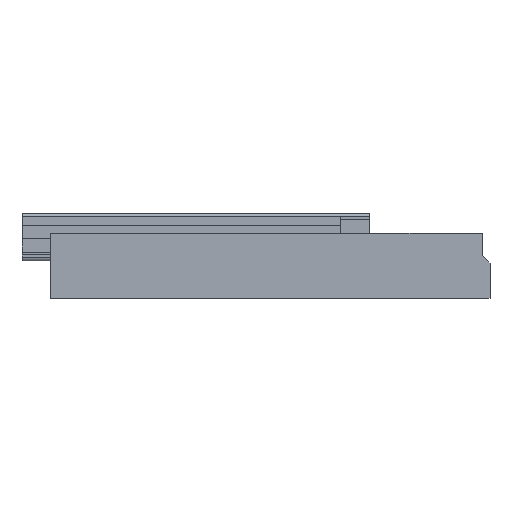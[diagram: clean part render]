
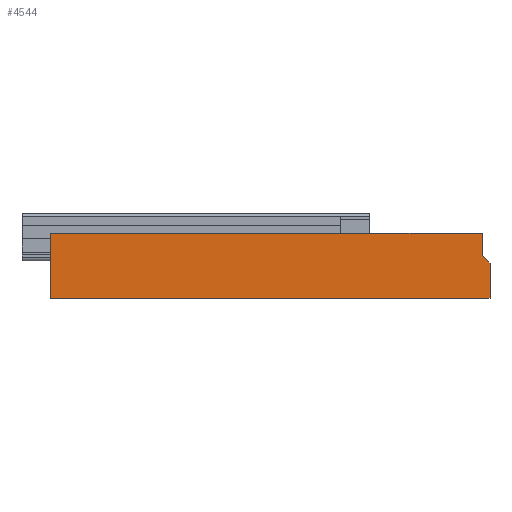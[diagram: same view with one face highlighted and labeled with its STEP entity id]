
A CAD part, front view. The second image highlights one B-rep face of the part: STEP entity #4544.
In plain terms, the highlighted planar face has unit normal (0, -1, 0).
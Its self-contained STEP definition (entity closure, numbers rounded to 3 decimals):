
#39 = EDGE_CURVE ( 'NONE', #1304, #5490, #7049, .T. ) ;
#61 = DIRECTION ( 'NONE',  ( 0., 0., -1. ) ) ;
#124 = DIRECTION ( 'NONE',  ( 0.707, 0., -0.707 ) ) ;
#139 = DIRECTION ( 'NONE',  ( -1., 0., 0. ) ) ;
#316 = ORIENTED_EDGE ( 'NONE', *, *, #4109, .T. ) ;
#601 = CARTESIAN_POINT ( 'NONE',  ( 280., 0., 0. ) ) ;
#730 = CARTESIAN_POINT ( 'NONE',  ( 280., 0., 22.5 ) ) ;
#747 = ORIENTED_EDGE ( 'NONE', *, *, #39, .T. ) ;
#801 = VECTOR ( 'NONE', #61, 1000. ) ;
#1304 = VERTEX_POINT ( 'NONE', #5258 ) ;
#1469 = LINE ( 'NONE', #5532, #2529 ) ;
#1622 = ORIENTED_EDGE ( 'NONE', *, *, #1837, .F. ) ;
#1668 = CARTESIAN_POINT ( 'NONE',  ( 280., 0., 41.5 ) ) ;
#1696 = VECTOR ( 'NONE', #124, 1000. ) ;
#1809 = CARTESIAN_POINT ( 'NONE',  ( 270.5, 0., 32. ) ) ;
#1837 = EDGE_CURVE ( 'NONE', #2093, #4388, #3114, .T. ) ;
#1849 = VECTOR ( 'NONE', #6978, 1000. ) ;
#2021 = VERTEX_POINT ( 'NONE', #6742 ) ;
#2028 = CARTESIAN_POINT ( 'NONE',  ( 280., 0., 41.5 ) ) ;
#2093 = VERTEX_POINT ( 'NONE', #4492 ) ;
#2251 = VECTOR ( 'NONE', #7402, 1000. ) ;
#2372 = ORIENTED_EDGE ( 'NONE', *, *, #4790, .F. ) ;
#2529 = VECTOR ( 'NONE', #3724, 1000. ) ;
#2794 = ORIENTED_EDGE ( 'NONE', *, *, #5505, .F. ) ;
#3063 = CARTESIAN_POINT ( 'NONE',  ( 0., 0., 41.5 ) ) ;
#3114 = LINE ( 'NONE', #1809, #1696 ) ;
#3299 = VERTEX_POINT ( 'NONE', #6288 ) ;
#3724 = DIRECTION ( 'NONE',  ( -1., 0., 0. ) ) ;
#3819 = PLANE ( 'NONE',  #7176 ) ;
#3944 = VECTOR ( 'NONE', #139, 1000. ) ;
#4109 = EDGE_CURVE ( 'NONE', #3299, #1304, #1469, .T. ) ;
#4388 = VERTEX_POINT ( 'NONE', #730 ) ;
#4492 = CARTESIAN_POINT ( 'NONE',  ( 275., 0., 27.5 ) ) ;
#4544 = ADVANCED_FACE ( 'NONE', ( #4983 ), #3819, .F. ) ;
#4578 = LINE ( 'NONE', #1668, #2251 ) ;
#4790 = EDGE_CURVE ( 'NONE', #2021, #5490, #5848, .T. ) ;
#4983 = FACE_OUTER_BOUND ( 'NONE', #5842, .T. ) ;
#5058 = DIRECTION ( 'NONE',  ( 0., 0., 1. ) ) ;
#5258 = CARTESIAN_POINT ( 'NONE',  ( 0., 0., 41.5 ) ) ;
#5277 = LINE ( 'NONE', #5752, #801 ) ;
#5490 = VERTEX_POINT ( 'NONE', #7517 ) ;
#5505 = EDGE_CURVE ( 'NONE', #4388, #2021, #4578, .T. ) ;
#5532 = CARTESIAN_POINT ( 'NONE',  ( 280., 0., 41.5 ) ) ;
#5752 = CARTESIAN_POINT ( 'NONE',  ( 275., 0., 41.5 ) ) ;
#5842 = EDGE_LOOP ( 'NONE', ( #7290, #316, #747, #2372, #2794, #1622 ) ) ;
#5848 = LINE ( 'NONE', #601, #3944 ) ;
#6028 = EDGE_CURVE ( 'NONE', #3299, #2093, #5277, .T. ) ;
#6288 = CARTESIAN_POINT ( 'NONE',  ( 275., 0., 41.5 ) ) ;
#6688 = DIRECTION ( 'NONE',  ( 0., 1., 0. ) ) ;
#6742 = CARTESIAN_POINT ( 'NONE',  ( 280., 0., 0. ) ) ;
#6978 = DIRECTION ( 'NONE',  ( 0., 0., -1. ) ) ;
#7049 = LINE ( 'NONE', #3063, #1849 ) ;
#7176 = AXIS2_PLACEMENT_3D ( 'NONE', #2028, #6688, #5058 ) ;
#7290 = ORIENTED_EDGE ( 'NONE', *, *, #6028, .F. ) ;
#7402 = DIRECTION ( 'NONE',  ( 0., 0., -1. ) ) ;
#7517 = CARTESIAN_POINT ( 'NONE',  ( 0., 0., 0. ) ) ;
